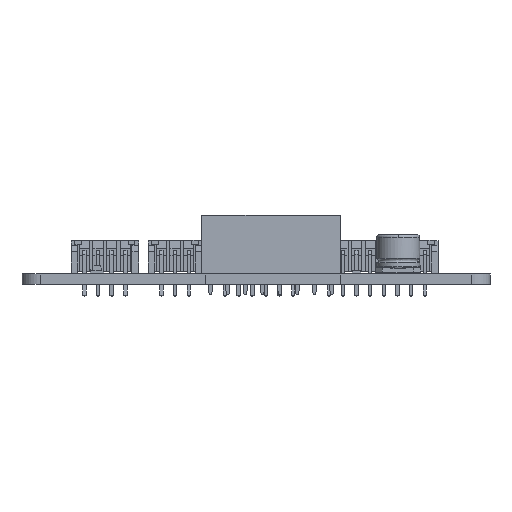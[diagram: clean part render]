
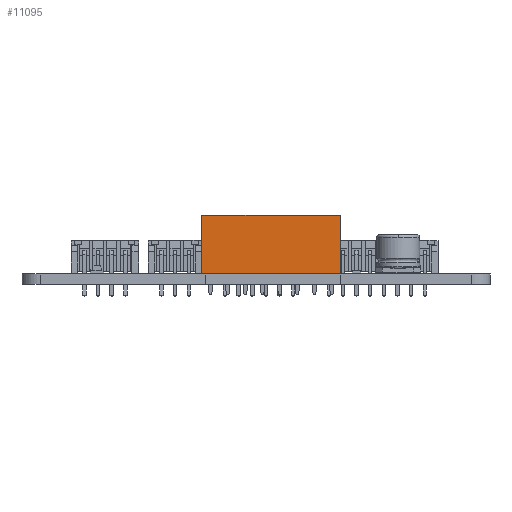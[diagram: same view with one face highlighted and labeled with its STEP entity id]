
A CAD part, front view. The second image highlights one B-rep face of the part: STEP entity #11095.
In plain terms, the highlighted face is planar.
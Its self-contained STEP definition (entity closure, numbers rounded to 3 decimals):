
#11095 = ADVANCED_FACE('',(#11096),#11130,.F.);
#11096 = FACE_BOUND('',#11097,.F.);
#11097 = EDGE_LOOP('',(#11098,#11108,#11116,#11124));
#11098 = ORIENTED_EDGE('',*,*,#11099,.T.);
#11099 = EDGE_CURVE('',#11100,#11102,#11104,.T.);
#11100 = VERTEX_POINT('',#11101);
#11101 = CARTESIAN_POINT('',(1.27,-19.05,0.));
#11102 = VERTEX_POINT('',#11103);
#11103 = CARTESIAN_POINT('',(1.27,-19.05,8.5));
#11104 = LINE('',#11105,#11106);
#11105 = CARTESIAN_POINT('',(1.27,-19.05,0.));
#11106 = VECTOR('',#11107,1.);
#11107 = DIRECTION('',(0.,0.,1.));
#11108 = ORIENTED_EDGE('',*,*,#11109,.T.);
#11109 = EDGE_CURVE('',#11102,#11110,#11112,.T.);
#11110 = VERTEX_POINT('',#11111);
#11111 = CARTESIAN_POINT('',(1.27,1.27,8.5));
#11112 = LINE('',#11113,#11114);
#11113 = CARTESIAN_POINT('',(1.27,-19.05,8.5));
#11114 = VECTOR('',#11115,1.);
#11115 = DIRECTION('',(0.,1.,0.));
#11116 = ORIENTED_EDGE('',*,*,#11117,.F.);
#11117 = EDGE_CURVE('',#11118,#11110,#11120,.T.);
#11118 = VERTEX_POINT('',#11119);
#11119 = CARTESIAN_POINT('',(1.27,1.27,0.));
#11120 = LINE('',#11121,#11122);
#11121 = CARTESIAN_POINT('',(1.27,1.27,0.));
#11122 = VECTOR('',#11123,1.);
#11123 = DIRECTION('',(0.,0.,1.));
#11124 = ORIENTED_EDGE('',*,*,#11125,.F.);
#11125 = EDGE_CURVE('',#11100,#11118,#11126,.T.);
#11126 = LINE('',#11127,#11128);
#11127 = CARTESIAN_POINT('',(1.27,-19.05,0.));
#11128 = VECTOR('',#11129,1.);
#11129 = DIRECTION('',(0.,1.,0.));
#11130 = PLANE('',#11131);
#11131 = AXIS2_PLACEMENT_3D('',#11132,#11133,#11134);
#11132 = CARTESIAN_POINT('',(1.27,-19.05,0.));
#11133 = DIRECTION('',(-1.,0.,0.));
#11134 = DIRECTION('',(0.,1.,0.));
